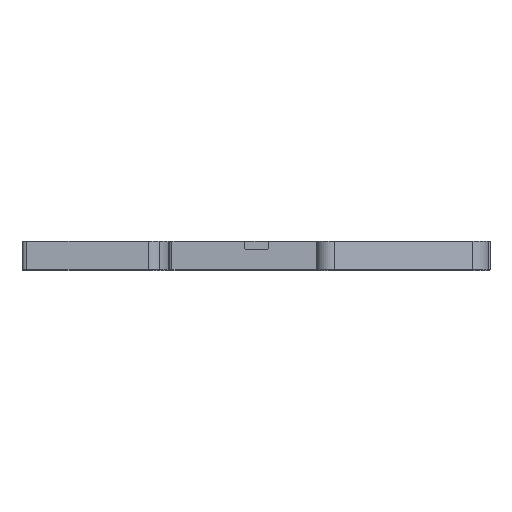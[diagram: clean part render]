
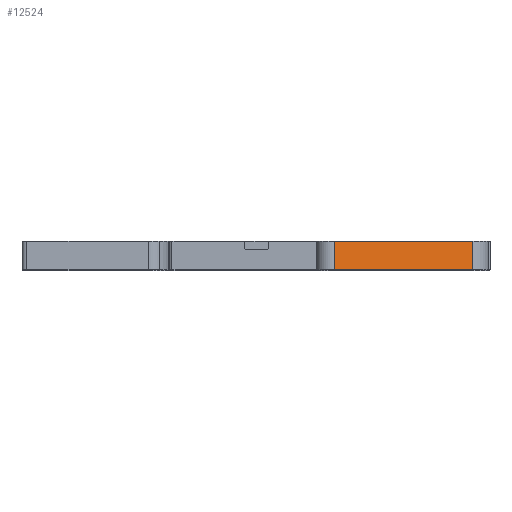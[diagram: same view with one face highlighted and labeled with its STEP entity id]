
A CAD part, front view. The second image highlights one B-rep face of the part: STEP entity #12524.
In plain terms, the highlighted planar face has unit normal (0.343, -0.939, 0).
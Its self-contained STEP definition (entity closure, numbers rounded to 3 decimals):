
#389 = VECTOR ( 'NONE', #13273, 1000. ) ;
#1060 = EDGE_CURVE ( 'NONE', #27465, #4417, #25641, .T. ) ;
#2567 = CARTESIAN_POINT ( 'NONE',  ( 3285.727, 1180.257, 94.992 ) ) ;
#4417 = VERTEX_POINT ( 'NONE', #23495 ) ;
#5471 = CARTESIAN_POINT ( 'NONE',  ( 35.937, -7.163, 100.992 ) ) ;
#6798 = LINE ( 'NONE', #21820, #389 ) ;
#6978 = VECTOR ( 'NONE', #17368, 1000. ) ;
#7344 = ORIENTED_EDGE ( 'NONE', *, *, #1060, .T. ) ;
#8514 = ORIENTED_EDGE ( 'NONE', *, *, #25373, .F. ) ;
#8614 = VERTEX_POINT ( 'NONE', #13188 ) ;
#9047 = DIRECTION ( 'NONE',  ( -0.343, 0.939, 0. ) ) ;
#10580 = PLANE ( 'NONE',  #19189 ) ;
#12196 = LINE ( 'NONE', #18633, #26333 ) ;
#12524 = ADVANCED_FACE ( 'NONE', ( #15064 ), #10580, .F. ) ;
#13188 = CARTESIAN_POINT ( 'NONE',  ( 35.937, -7.163, 100.992 ) ) ;
#13273 = DIRECTION ( 'NONE',  ( 0., 0., -1. ) ) ;
#13735 = VECTOR ( 'NONE', #20405, 1000. ) ;
#15064 = FACE_OUTER_BOUND ( 'NONE', #17349, .T. ) ;
#16094 = ORIENTED_EDGE ( 'NONE', *, *, #17772, .F. ) ;
#17349 = EDGE_LOOP ( 'NONE', ( #8514, #22276, #16094, #7344 ) ) ;
#17368 = DIRECTION ( 'NONE',  ( -0.939, -0.343, 0. ) ) ;
#17772 = EDGE_CURVE ( 'NONE', #27465, #8614, #12196, .T. ) ;
#18633 = CARTESIAN_POINT ( 'NONE',  ( 35.937, -7.163, 100.992 ) ) ;
#19189 = AXIS2_PLACEMENT_3D ( 'NONE', #5471, #9047, #24824 ) ;
#19198 = CARTESIAN_POINT ( 'NONE',  ( 6.984, -17.742, 100.992 ) ) ;
#19507 = VERTEX_POINT ( 'NONE', #25722 ) ;
#20405 = DIRECTION ( 'NONE',  ( 0., 0., -1. ) ) ;
#21820 = CARTESIAN_POINT ( 'NONE',  ( 35.937, -7.163, 100.992 ) ) ;
#22212 = EDGE_CURVE ( 'NONE', #8614, #19507, #6798, .T. ) ;
#22276 = ORIENTED_EDGE ( 'NONE', *, *, #22212, .F. ) ;
#23495 = CARTESIAN_POINT ( 'NONE',  ( 6.984, -17.742, 94.992 ) ) ;
#23506 = CARTESIAN_POINT ( 'NONE',  ( 6.984, -17.742, 100.992 ) ) ;
#24824 = DIRECTION ( 'NONE',  ( -0.939, -0.343, 0. ) ) ;
#25373 = EDGE_CURVE ( 'NONE', #19507, #4417, #25780, .T. ) ;
#25641 = LINE ( 'NONE', #23506, #13735 ) ;
#25722 = CARTESIAN_POINT ( 'NONE',  ( 35.937, -7.163, 94.992 ) ) ;
#25780 = LINE ( 'NONE', #2567, #6978 ) ;
#26333 = VECTOR ( 'NONE', #26944, 1000. ) ;
#26944 = DIRECTION ( 'NONE',  ( 0.939, 0.343, 0. ) ) ;
#27465 = VERTEX_POINT ( 'NONE', #19198 ) ;
